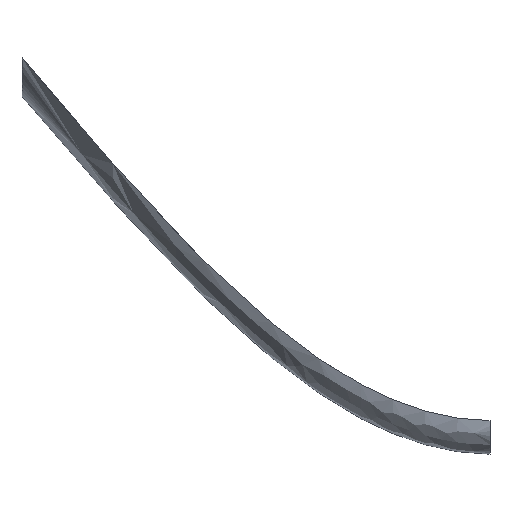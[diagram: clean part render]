
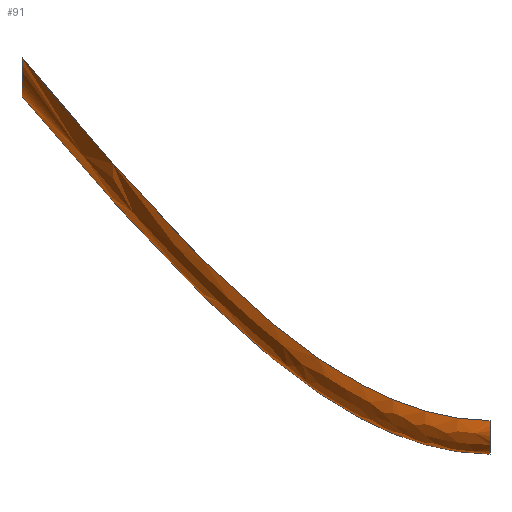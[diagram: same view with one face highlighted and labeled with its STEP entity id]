
A CAD part, left-side view. The second image highlights one B-rep face of the part: STEP entity #91.
In plain terms, the highlighted free-form (B-spline) face has degree [3, 3] with [10, 4] control points.
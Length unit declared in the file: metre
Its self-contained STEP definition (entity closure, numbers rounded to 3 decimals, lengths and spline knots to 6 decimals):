
#14=CIRCLE('',#109,0.013964);
#15=CIRCLE('',#110,0.010302);
#18=B_SPLINE_CURVE_WITH_KNOTS('',3,(#153,#154,#155,#156),.UNSPECIFIED.,
 .F.,.F.,(4,4),(0.,1.),.PIECEWISE_BEZIER_KNOTS.);
#20=B_SPLINE_CURVE_WITH_KNOTS('',3,(#206,#207,#208,#209),.UNSPECIFIED.,
 .F.,.F.,(4,4),(0.,1.),.PIECEWISE_BEZIER_KNOTS.);
#26=ORIENTED_EDGE('',*,*,#47,.T.);
#27=ORIENTED_EDGE('',*,*,#50,.F.);
#28=ORIENTED_EDGE('',*,*,#51,.F.);
#29=ORIENTED_EDGE('',*,*,#52,.T.);
#47=EDGE_CURVE('',#60,#58,#18,.T.);
#50=EDGE_CURVE('',#62,#58,#14,.T.);
#51=EDGE_CURVE('',#63,#62,#20,.T.);
#52=EDGE_CURVE('',#63,#60,#15,.F.);
#58=VERTEX_POINT('',#151);
#60=VERTEX_POINT('',#157);
#62=VERTEX_POINT('',#205);
#63=VERTEX_POINT('',#210);
#75=EDGE_LOOP('',(#26,#27,#28,#29));
#81=FACE_BOUND('',#75,.T.);
#87=B_SPLINE_SURFACE_WITH_KNOTS('',3,3,((#164,#165,#166,#167),(#168,#169,
#170,#171),(#172,#173,#174,#175),(#176,#177,#178,#179),(#180,#181,#182,
#183),(#184,#185,#186,#187),(#188,#189,#190,#191),(#192,#193,#194,#195),
(#196,#197,#198,#199),(#200,#201,#202,#203)),.UNSPECIFIED.,.F.,.F.,.F.,
(4,2,2,2,4),(4,4),(0.,0.25,0.5,0.75,1.),(0.,1.006),
 .UNSPECIFIED.);
#91=ADVANCED_FACE('',(#81),#87,.T.);
#109=AXIS2_PLACEMENT_3D('',#204,#119,#120);
#110=AXIS2_PLACEMENT_3D('',#211,#121,#122);
#119=DIRECTION('',(0.,1.,0.));
#120=DIRECTION('',(0.,0.,-1.));
#121=DIRECTION('',(0.,-1.,0.));
#122=DIRECTION('',(0.,0.,-1.));
#151=CARTESIAN_POINT('',(-0.017059,0.1524,0.063437));
#153=CARTESIAN_POINT('',(-0.077261,0.,-0.054696));
#154=CARTESIAN_POINT('',(-0.077261,0.052453,-0.054696));
#155=CARTESIAN_POINT('',(-0.04716,0.102427,0.004371));
#156=CARTESIAN_POINT('',(-0.017059,0.1524,0.063437));
#157=CARTESIAN_POINT('',(-0.077261,0.,-0.054696));
#164=CARTESIAN_POINT('',(-0.066415,0.,-0.065625));
#165=CARTESIAN_POINT('',(-0.066415,0.052759,-0.065625));
#166=CARTESIAN_POINT('',(-0.034648,0.103022,-0.006766));
#167=CARTESIAN_POINT('',(-0.003069,0.1533,0.051744));
#168=CARTESIAN_POINT('',(-0.067862,0.,-0.065705));
#169=CARTESIAN_POINT('',(-0.067862,0.052759,-0.065705));
#170=CARTESIAN_POINT('',(-0.036215,0.103022,-0.006776));
#171=CARTESIAN_POINT('',(-0.004756,0.1533,0.051804));
#172=CARTESIAN_POINT('',(-0.069326,0.,-0.065474));
#173=CARTESIAN_POINT('',(-0.069326,0.05276,-0.065474));
#174=CARTESIAN_POINT('',(-0.037785,0.103022,-0.006476));
#175=CARTESIAN_POINT('',(-0.006431,0.1533,0.052172));
#176=CARTESIAN_POINT('',(-0.072031,0.,-0.064433));
#177=CARTESIAN_POINT('',(-0.072031,0.052761,-0.064433));
#178=CARTESIAN_POINT('',(-0.040695,0.103023,-0.005302));
#179=CARTESIAN_POINT('',(-0.009545,0.1533,0.053478));
#180=CARTESIAN_POINT('',(-0.073271,0.,-0.063624));
#181=CARTESIAN_POINT('',(-0.073271,0.052763,-0.063624));
#182=CARTESIAN_POINT('',(-0.042034,0.103024,-0.004428));
#183=CARTESIAN_POINT('',(-0.010981,0.1533,0.054416));
#184=CARTESIAN_POINT('',(-0.075312,0.,-0.061566));
#185=CARTESIAN_POINT('',(-0.075312,0.052765,-0.061566));
#186=CARTESIAN_POINT('',(-0.04428,0.103025,-0.002238));
#187=CARTESIAN_POINT('',(-0.013431,0.1533,0.056739));
#188=CARTESIAN_POINT('',(-0.076112,0.,-0.06032));
#189=CARTESIAN_POINT('',(-0.076112,0.052766,-0.06032));
#190=CARTESIAN_POINT('',(-0.045186,0.103025,-0.000922));
#191=CARTESIAN_POINT('',(-0.014443,0.1533,0.058124));
#192=CARTESIAN_POINT('',(-0.077132,0.,-0.057607));
#193=CARTESIAN_POINT('',(-0.077132,0.052768,-0.057607));
#194=CARTESIAN_POINT('',(-0.046431,0.103026,0.001955));
#195=CARTESIAN_POINT('',(-0.015912,0.1533,0.061164));
#196=CARTESIAN_POINT('',(-0.077351,0.,-0.056142));
#197=CARTESIAN_POINT('',(-0.077351,0.052768,-0.056142));
#198=CARTESIAN_POINT('',(-0.046769,0.103026,0.003515));
#199=CARTESIAN_POINT('',(-0.016368,0.1533,0.062818));
#200=CARTESIAN_POINT('',(-0.077261,0.,-0.054696));
#201=CARTESIAN_POINT('',(-0.077261,0.052768,-0.054696));
#202=CARTESIAN_POINT('',(-0.046799,0.103026,0.005079));
#203=CARTESIAN_POINT('',(-0.016518,0.1533,0.0645));
#204=CARTESIAN_POINT('',(-0.003148,0.1524,0.064653));
#205=CARTESIAN_POINT('',(-0.003634,0.1524,0.050697));
#206=CARTESIAN_POINT('',(-0.066415,0.,-0.065625));
#207=CARTESIAN_POINT('',(-0.066415,0.052445,-0.065625));
#208=CARTESIAN_POINT('',(-0.035025,0.102422,-0.007464));
#209=CARTESIAN_POINT('',(-0.003634,0.1524,0.050697));
#210=CARTESIAN_POINT('',(-0.066415,0.,-0.065625));
#211=CARTESIAN_POINT('',(-0.066979,0.,-0.055339));
